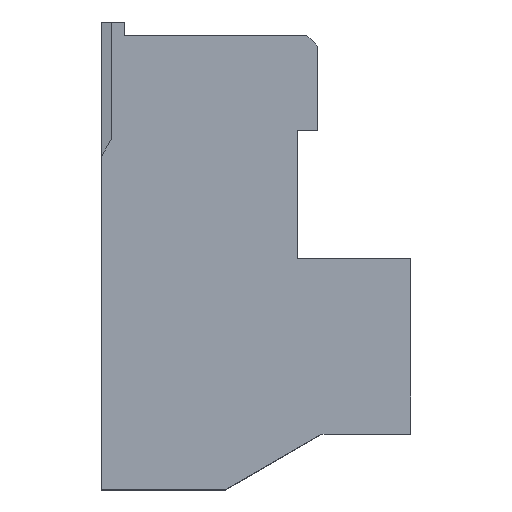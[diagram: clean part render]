
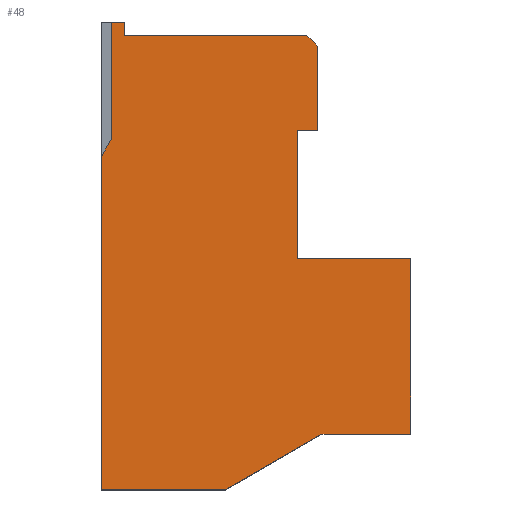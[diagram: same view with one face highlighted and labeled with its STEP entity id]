
A CAD part, top view. The second image highlights one B-rep face of the part: STEP entity #48.
In plain terms, the highlighted planar face has unit normal (0, 0, 1).
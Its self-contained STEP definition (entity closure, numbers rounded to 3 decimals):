
#48=ADVANCED_FACE('',(#172),#111,.F.);
#111=PLANE('',#1316);
#172=FACE_OUTER_BOUND('',#235,.T.);
#235=EDGE_LOOP('',(#362,#363,#364,#365,#366,#367,#368,#369,#370,#371,#372,
#373,#374,#375,#376));
#362=ORIENTED_EDGE('',*,*,#838,.T.);
#363=ORIENTED_EDGE('',*,*,#839,.T.);
#364=ORIENTED_EDGE('',*,*,#840,.T.);
#365=ORIENTED_EDGE('',*,*,#841,.T.);
#366=ORIENTED_EDGE('',*,*,#842,.T.);
#367=ORIENTED_EDGE('',*,*,#843,.T.);
#368=ORIENTED_EDGE('',*,*,#844,.T.);
#369=ORIENTED_EDGE('',*,*,#845,.T.);
#370=ORIENTED_EDGE('',*,*,#846,.F.);
#371=ORIENTED_EDGE('',*,*,#847,.F.);
#372=ORIENTED_EDGE('',*,*,#848,.T.);
#373=ORIENTED_EDGE('',*,*,#849,.T.);
#374=ORIENTED_EDGE('',*,*,#850,.F.);
#375=ORIENTED_EDGE('',*,*,#851,.T.);
#376=ORIENTED_EDGE('',*,*,#852,.T.);
#712=VERTEX_POINT('',#1824);
#713=VERTEX_POINT('',#1825);
#714=VERTEX_POINT('',#1827);
#715=VERTEX_POINT('',#1829);
#716=VERTEX_POINT('',#1831);
#717=VERTEX_POINT('',#1833);
#718=VERTEX_POINT('',#1835);
#719=VERTEX_POINT('',#1837);
#720=VERTEX_POINT('',#1839);
#721=VERTEX_POINT('',#1841);
#722=VERTEX_POINT('',#1843);
#723=VERTEX_POINT('',#1845);
#724=VERTEX_POINT('',#1847);
#725=VERTEX_POINT('',#1849);
#726=VERTEX_POINT('',#1851);
#838=EDGE_CURVE('',#712,#713,#1019,.T.);
#839=EDGE_CURVE('',#713,#714,#1020,.T.);
#840=EDGE_CURVE('',#714,#715,#1021,.T.);
#841=EDGE_CURVE('',#715,#716,#1022,.T.);
#842=EDGE_CURVE('',#716,#717,#1023,.T.);
#843=EDGE_CURVE('',#717,#718,#1024,.T.);
#844=EDGE_CURVE('',#718,#719,#1025,.T.);
#845=EDGE_CURVE('',#719,#720,#1026,.T.);
#846=EDGE_CURVE('',#721,#720,#1027,.T.);
#847=EDGE_CURVE('',#722,#721,#1028,.T.);
#848=EDGE_CURVE('',#722,#723,#1029,.T.);
#849=EDGE_CURVE('',#723,#724,#1030,.T.);
#850=EDGE_CURVE('',#725,#724,#1031,.T.);
#851=EDGE_CURVE('',#725,#726,#1032,.T.);
#852=EDGE_CURVE('',#726,#712,#1033,.T.);
#1019=LINE('',#1823,#1196);
#1020=LINE('',#1826,#1197);
#1021=LINE('',#1828,#1198);
#1022=LINE('',#1830,#1199);
#1023=LINE('',#1832,#1200);
#1024=LINE('',#1834,#1201);
#1025=LINE('',#1836,#1202);
#1026=LINE('',#1838,#1203);
#1027=LINE('',#1840,#1204);
#1028=LINE('',#1842,#1205);
#1029=LINE('',#1844,#1206);
#1030=LINE('',#1846,#1207);
#1031=LINE('',#1848,#1208);
#1032=LINE('',#1850,#1209);
#1033=LINE('',#1852,#1210);
#1196=VECTOR('',#1459,1.);
#1197=VECTOR('',#1460,1.);
#1198=VECTOR('',#1461,1.);
#1199=VECTOR('',#1462,1.);
#1200=VECTOR('',#1463,1.);
#1201=VECTOR('',#1464,1.);
#1202=VECTOR('',#1465,1.);
#1203=VECTOR('',#1466,1.);
#1204=VECTOR('',#1467,1.);
#1205=VECTOR('',#1468,1.);
#1206=VECTOR('',#1469,1.);
#1207=VECTOR('',#1470,1.);
#1208=VECTOR('',#1471,1.);
#1209=VECTOR('',#1472,1.);
#1210=VECTOR('',#1473,1.);
#1316=AXIS2_PLACEMENT_3D('',#1853,#1474,#1475);
#1459=DIRECTION('',(0.,-1.,0.));
#1460=DIRECTION('',(-0.5,-0.866,0.));
#1461=DIRECTION('',(0.,-1.,0.));
#1462=DIRECTION('',(1.,0.,0.));
#1463=DIRECTION('',(0.866,0.5,0.));
#1464=DIRECTION('',(1.,0.,0.));
#1465=DIRECTION('',(0.,1.,0.));
#1466=DIRECTION('',(-1.,0.,0.));
#1467=DIRECTION('',(0.,-1.,0.));
#1468=DIRECTION('',(-1.,0.,0.));
#1469=DIRECTION('',(0.,1.,0.));
#1470=DIRECTION('',(-0.707,0.707,0.));
#1471=DIRECTION('',(1.,0.,0.));
#1472=DIRECTION('',(0.,1.,0.));
#1473=DIRECTION('',(-1.,0.,0.));
#1474=DIRECTION('',(0.,0.,-1.));
#1475=DIRECTION('',(-1.,0.,0.));
#1823=CARTESIAN_POINT('',(-26.55,25.,6.25));
#1824=CARTESIAN_POINT('',(-26.55,18.7,6.25));
#1825=CARTESIAN_POINT('',(-26.55,9.886,6.25));
#1826=CARTESIAN_POINT('',(-20.868,19.728,6.25));
#1827=CARTESIAN_POINT('',(-27.35,8.5,6.25));
#1828=CARTESIAN_POINT('',(-27.35,25.,6.25));
#1829=CARTESIAN_POINT('',(-27.35,-16.6,6.25));
#1830=CARTESIAN_POINT('',(-30.,-16.6,6.25));
#1831=CARTESIAN_POINT('',(-17.95,-16.6,6.25));
#1832=CARTESIAN_POINT('',(-8.974,-11.418,6.25));
#1833=CARTESIAN_POINT('',(-10.675,-12.4,6.25));
#1834=CARTESIAN_POINT('',(-30.,-12.4,6.25));
#1835=CARTESIAN_POINT('',(-3.96,-12.4,6.25));
#1836=CARTESIAN_POINT('',(-3.96,25.,6.25));
#1837=CARTESIAN_POINT('',(-3.96,0.83,6.25));
#1838=CARTESIAN_POINT('',(-30.,0.83,6.25));
#1839=CARTESIAN_POINT('',(-12.52,0.83,6.25));
#1840=CARTESIAN_POINT('',(-12.52,25.,6.25));
#1841=CARTESIAN_POINT('',(-12.52,10.52,6.25));
#1842=CARTESIAN_POINT('',(-30.,10.52,6.25));
#1843=CARTESIAN_POINT('',(-11.02,10.52,6.25));
#1844=CARTESIAN_POINT('',(-11.02,25.,6.25));
#1845=CARTESIAN_POINT('',(-11.02,16.883,6.25));
#1846=CARTESIAN_POINT('',(-24.568,30.432,6.25));
#1847=CARTESIAN_POINT('',(-11.817,17.68,6.25));
#1848=CARTESIAN_POINT('',(-30.,17.68,6.25));
#1849=CARTESIAN_POINT('',(-25.55,17.68,6.25));
#1850=CARTESIAN_POINT('',(-25.55,25.,6.25));
#1851=CARTESIAN_POINT('',(-25.55,18.7,6.25));
#1852=CARTESIAN_POINT('',(-12.,18.7,6.25));
#1853=CARTESIAN_POINT('',(-30.,25.,6.25));
